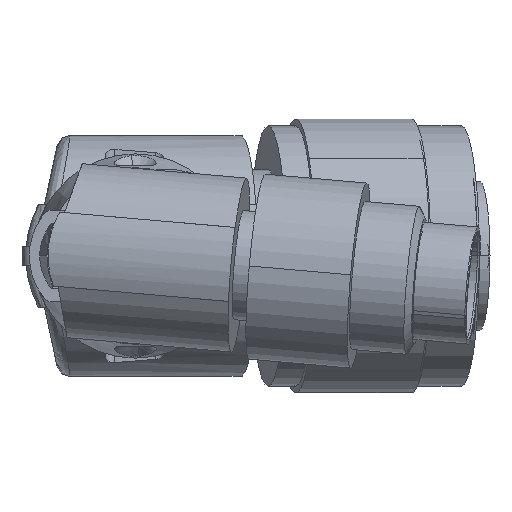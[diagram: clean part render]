
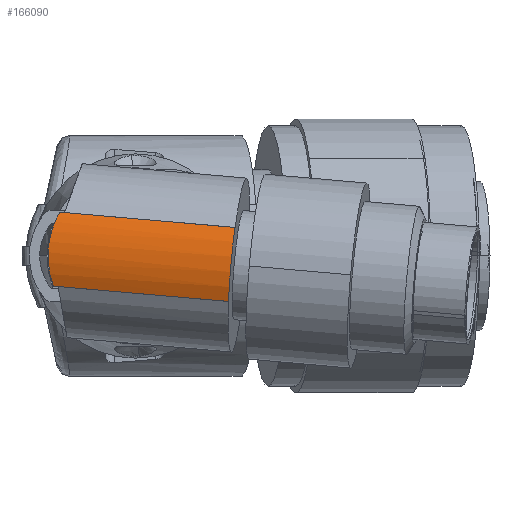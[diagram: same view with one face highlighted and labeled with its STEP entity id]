
A CAD part, left-side view. The second image highlights one B-rep face of the part: STEP entity #166090.
In plain terms, the highlighted cylindrical face has radius 4.9 mm (diameter 9.8 mm), a partial arc.
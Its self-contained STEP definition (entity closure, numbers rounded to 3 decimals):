
#155800=CARTESIAN_POINT('',(22.929,30.749,
19.721));
#155810=VERTEX_POINT('',#155800);
#156370=CARTESIAN_POINT('',(22.104,29.922,
29.146));
#156380=VERTEX_POINT('',#156370);
#156410=CARTESIAN_POINT('',(22.929,30.749,
19.721));
#156420=DIRECTION('',(0.087,0.087,
-0.992));
#156430=VECTOR('',#156420,1.);
#156440=LINE('',#156410,#156430);
#156450=EDGE_CURVE('',#156380,#155810,#156440,.T.);
#156630=CARTESIAN_POINT('',(20.971,26.293,
19.159));
#156640=DIRECTION('',(-0.087,-0.087,
0.992));
#156650=DIRECTION('',(0.996,0.,
0.087));
#156660=AXIS2_PLACEMENT_3D('',#156630,#156640,#156650);
#156670=CIRCLE('',#156660,4.9);
#156680=CARTESIAN_POINT('',(18.944,30.749,
19.373));
#156690=VERTEX_POINT('',#156680);
#156700=EDGE_CURVE('',#155810,#156690,#156670,.T.);
#165040=CARTESIAN_POINT('',(20.971,26.293,
19.159));
#165050=DIRECTION('',(0.087,0.087,
-0.992));
#165060=DIRECTION('',(0.996,0.,
0.087));
#165070=AXIS2_PLACEMENT_3D('',#165040,#165050,#165060);
#165080=CYLINDRICAL_SURFACE('',#165070,4.9);
#165090=ORIENTED_EDGE('',*,*,#156450,.T.);
#165100=CARTESIAN_POINT('',(20.483,16.41,24.735)
);
#165110=DIRECTION('',(0.,-1.,0.));
#165120=DIRECTION('',(-0.996,0.,
-0.087));
#165130=AXIS2_PLACEMENT_3D('',#165100,#165110,#165120);
#165140=CYLINDRICAL_SURFACE('',#165130,4.7);
#165150=CARTESIAN_POINT('',(22.104,29.922,
29.146));
#165160=CARTESIAN_POINT('',(22.027,29.952,
29.175));
#165170=CARTESIAN_POINT('',(21.947,29.981,
29.202));
#165180=CARTESIAN_POINT('',(21.867,30.009,
29.226));
#165190=CARTESIAN_POINT('',(21.787,30.036,
29.251));
#165200=CARTESIAN_POINT('',(21.706,30.062,
29.274));
#165210=CARTESIAN_POINT('',(21.624,30.086,
29.294));
#165220=CARTESIAN_POINT('',(21.583,30.098,
29.305));
#165230=CARTESIAN_POINT('',(21.542,30.11,
29.314));
#165240=CARTESIAN_POINT('',(21.5,30.121,
29.324));
#165250=CARTESIAN_POINT('',(21.459,30.132,
29.333));
#165260=CARTESIAN_POINT('',(21.417,30.143,
29.341));
#165270=CARTESIAN_POINT('',(21.375,30.153,
29.35));
#165280=CARTESIAN_POINT('',(21.333,30.163,
29.358));
#165290=CARTESIAN_POINT('',(21.29,30.173,
29.365));
#165300=CARTESIAN_POINT('',(21.248,30.182,
29.372));
#165310=CARTESIAN_POINT('',(21.205,30.192,
29.379));
#165320=CARTESIAN_POINT('',(21.163,30.2,
29.386));
#165330=CARTESIAN_POINT('',(21.12,30.209,
29.392));
#165340=CARTESIAN_POINT('',(21.077,30.217,
29.397));
#165350=CARTESIAN_POINT('',(21.034,30.225,
29.403));
#165360=CARTESIAN_POINT('',(20.991,30.232,
29.407));
#165370=CARTESIAN_POINT('',(20.948,30.24,
29.412));
#165380=CARTESIAN_POINT('',(20.905,30.247,
29.416));
#165390=CARTESIAN_POINT('',(20.861,30.253,
29.42));
#165400=CARTESIAN_POINT('',(20.818,30.259,
29.423));
#165410=CARTESIAN_POINT('',(20.774,30.265,
29.426));
#165420=CARTESIAN_POINT('',(20.731,30.271,
29.428));
#165430=CARTESIAN_POINT('',(20.687,30.276,
29.431));
#165440=CARTESIAN_POINT('',(20.643,30.281,
29.432));
#165450=CARTESIAN_POINT('',(20.599,30.285,
29.434));
#165460=CARTESIAN_POINT('',(20.512,30.294,
29.436));
#165470=CARTESIAN_POINT('',(20.424,30.3,
29.435));
#165480=CARTESIAN_POINT('',(20.336,30.304,
29.433));
#165490=CARTESIAN_POINT('',(20.292,30.306,
29.431));
#165500=CARTESIAN_POINT('',(20.249,30.308,
29.429));
#165510=CARTESIAN_POINT('',(20.205,30.309,
29.427));
#165520=CARTESIAN_POINT('',(20.161,30.31,
29.424));
#165530=CARTESIAN_POINT('',(20.117,30.311,
29.421));
#165540=CARTESIAN_POINT('',(20.073,30.311,
29.417));
#165550=CARTESIAN_POINT('',(20.029,30.311,
29.413));
#165560=CARTESIAN_POINT('',(19.985,30.31,
29.409));
#165570=CARTESIAN_POINT('',(19.942,30.309,
29.404));
#165580=CARTESIAN_POINT('',(19.898,30.308,
29.399));
#165590=CARTESIAN_POINT('',(19.854,30.306,
29.393));
#165600=CARTESIAN_POINT('',(19.811,30.304,
29.387));
#165610=CARTESIAN_POINT('',(19.724,30.3,
29.374));
#165620=CARTESIAN_POINT('',(19.638,30.294,
29.359));
#165630=CARTESIAN_POINT('',(19.552,30.285,
29.342));
#165640=CARTESIAN_POINT('',(19.509,30.281,
29.333));
#165650=CARTESIAN_POINT('',(19.466,30.276,
29.324));
#165660=CARTESIAN_POINT('',(19.423,30.271,
29.314));
#165670=CARTESIAN_POINT('',(19.381,30.265,
29.304));
#165680=CARTESIAN_POINT('',(19.339,30.259,
29.294));
#165690=CARTESIAN_POINT('',(19.296,30.253,
29.283));
#165700=CARTESIAN_POINT('',(19.254,30.247,
29.272));
#165710=CARTESIAN_POINT('',(19.212,30.24,
29.26));
#165720=CARTESIAN_POINT('',(19.171,30.232,
29.248));
#165730=CARTESIAN_POINT('',(19.129,30.225,
29.236));
#165740=CARTESIAN_POINT('',(19.088,30.217,
29.223));
#165750=CARTESIAN_POINT('',(19.047,30.209,
29.21));
#165760=CARTESIAN_POINT('',(19.005,30.2,
29.197));
#165770=CARTESIAN_POINT('',(18.964,30.192,
29.183));
#165780=CARTESIAN_POINT('',(18.924,30.182,
29.169));
#165790=CARTESIAN_POINT('',(18.883,30.173,
29.155));
#165800=CARTESIAN_POINT('',(18.843,30.163,
29.14));
#165810=CARTESIAN_POINT('',(18.803,30.153,
29.125));
#165820=CARTESIAN_POINT('',(18.763,30.143,
29.109));
#165830=CARTESIAN_POINT('',(18.723,30.132,
29.093));
#165840=CARTESIAN_POINT('',(18.684,30.121,
29.077));
#165850=CARTESIAN_POINT('',(18.644,30.11,
29.061));
#165860=CARTESIAN_POINT('',(18.605,30.098,
29.044));
#165870=CARTESIAN_POINT('',(18.567,30.086,
29.027));
#165880=CARTESIAN_POINT('',(18.49,30.062,
28.992));
#165890=CARTESIAN_POINT('',(18.414,30.036,
28.956));
#165900=CARTESIAN_POINT('',(18.339,30.009,
28.918));
#165910=CARTESIAN_POINT('',(18.264,29.981,
28.879));
#165920=CARTESIAN_POINT('',(18.191,29.952,
28.839));
#165930=CARTESIAN_POINT('',(18.12,29.922,
28.798));
#165940=B_SPLINE_CURVE_WITH_KNOTS('',3,(#165150,#165160,#165170,#165180,
#165190,#165200,#165210,#165220,#165230,#165240,#165250,#165260,#165270,
#165280,#165290,#165300,#165310,#165320,#165330,#165340,#165350,#165360,
#165370,#165380,#165390,#165400,#165410,#165420,#165430,#165440,#165450,
#165460,#165470,#165480,#165490,#165500,#165510,#165520,#165530,#165540,
#165550,#165560,#165570,#165580,#165590,#165600,#165610,#165620,#165630,
#165640,#165650,#165660,#165670,#165680,#165690,#165700,#165710,#165720,
#165730,#165740,#165750,#165760,#165770,#165780,#165790,#165800,#165810,
#165820,#165830,#165840,#165850,#165860,#165870,#165880,#165890,#165900,
#165910,#165920,#165930),.UNSPECIFIED.,.F.,.F.,(4,3,3,3,3,3,3,3,3,3,3,3,
3,3,3,3,3,3,3,3,3,3,3,3,3,3,4),(0.,0.265,0.529,
0.661,0.793,0.925,1.058,
1.19,1.322,1.454,1.586,
1.849,1.981,2.113,2.245,
2.377,2.641,2.773,2.905,
3.037,3.169,3.301,3.434,
3.566,3.698,3.962,4.227),
.UNSPECIFIED.);
#165950=SURFACE_CURVE('',#165940,(#165080,#165140),.CURVE_3D.);
#165960=CARTESIAN_POINT('',(18.12,29.922,
28.798));
#165970=VERTEX_POINT('',#165960);
#165980=EDGE_CURVE('',#156380,#165970,#165950,.T.);
#165990=ORIENTED_EDGE('',*,*,#165980,.F.);
#166000=CARTESIAN_POINT('',(18.944,30.749,
19.373));
#166010=DIRECTION('',(0.087,0.087,
-0.992));
#166020=VECTOR('',#166010,1.);
#166030=LINE('',#166000,#166020);
#166040=EDGE_CURVE('',#165970,#156690,#166030,.T.);
#166050=ORIENTED_EDGE('',*,*,#166040,.F.);
#166060=ORIENTED_EDGE('',*,*,#156700,.T.);
#166070=EDGE_LOOP('',(#166060,#166050,#165990,#165090));
#166080=FACE_OUTER_BOUND('',#166070,.T.);
#166090=ADVANCED_FACE('',(#166080),#165080,.T.);
